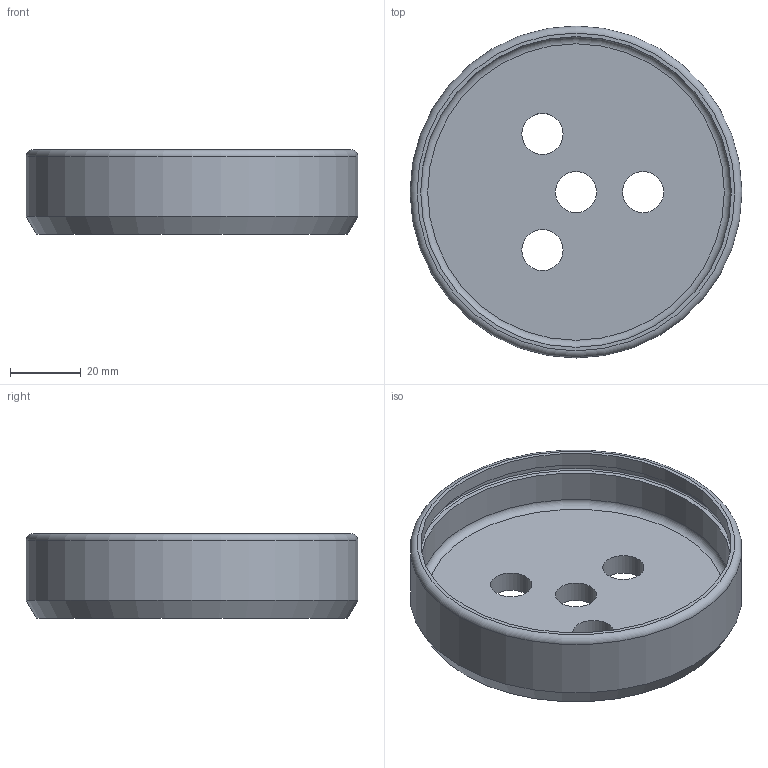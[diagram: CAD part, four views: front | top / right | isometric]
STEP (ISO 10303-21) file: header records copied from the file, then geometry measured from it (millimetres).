
FILE_DESCRIPTION(/* description */ (''),/* implementation_level */ '2;1');
FILE_NAME(/* name */ 'BV-11.step',/* time_stamp */ '2024-05-09T15:52:35+01:00',/* author */ (''),/* organization */ (''),/* preprocessor_version */ 'ST-DEVELOPER v20',/* originating_system */ 'Autodesk Translation Framework v12.20.1.177',/* authorisation */ '');
FILE_SCHEMA (('AUTOMOTIVE_DESIGN { 1 0 10303 214 3 1 1 }'));
Length unit declared in the file: millimetre
Products named in the file (1): BV-11
Bounding box: 94 x 94 x 24 mm (x, y, z)
Volume: 50935.9 mm3; surface area: 25674 mm2
Topology: 1 solids, 1 shells, 18 faces, 35 edges, 22 vertices
Faces by surface type: cylinder 8, plane 5, torus 4, cone 1
Full cylindrical faces by diameter (mm): 11.668 x4, 88 x2, 91.36 x1, 94 x1
Entity records: 522 total; most frequent: DIRECTION 99, CARTESIAN_POINT 76, ORIENTED_EDGE 70, AXIS2_PLACEMENT_3D 45, EDGE_CURVE 35, EDGE_LOOP 29, CIRCLE 26, VERTEX_POINT 22
